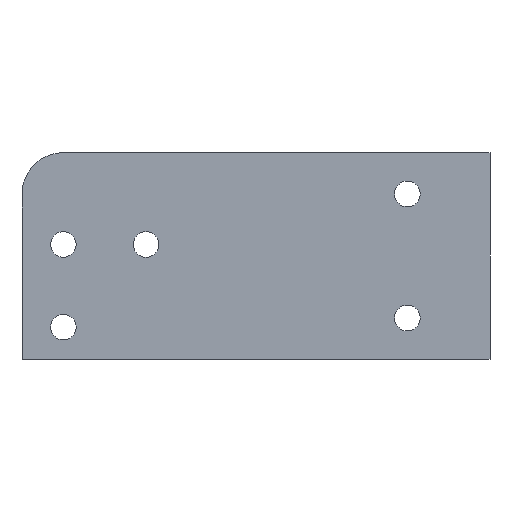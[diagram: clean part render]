
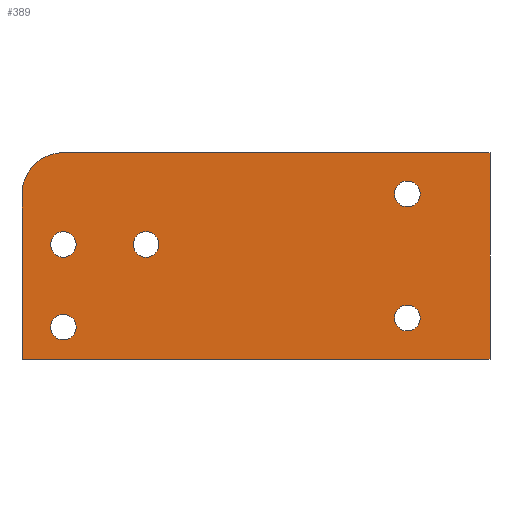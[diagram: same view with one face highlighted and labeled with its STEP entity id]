
A CAD part, front view. The second image highlights one B-rep face of the part: STEP entity #389.
In plain terms, the highlighted planar face has unit normal (0, -1, 0).
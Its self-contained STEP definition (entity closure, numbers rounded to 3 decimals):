
#20=FACE_BOUND('',#71,.T.);
#21=FACE_BOUND('',#72,.T.);
#22=FACE_BOUND('',#73,.T.);
#23=FACE_BOUND('',#74,.T.);
#24=FACE_BOUND('',#75,.T.);
#30=PLANE('',#451);
#45=FACE_OUTER_BOUND('',#70,.T.);
#70=EDGE_LOOP('',(#327,#328,#329,#330,#331));
#71=EDGE_LOOP('',(#332));
#72=EDGE_LOOP('',(#333));
#73=EDGE_LOOP('',(#334));
#74=EDGE_LOOP('',(#335));
#75=EDGE_LOOP('',(#336));
#89=LINE('',#610,#119);
#98=LINE('',#644,#128);
#106=LINE('',#671,#136);
#107=LINE('',#672,#137);
#119=VECTOR('',#488,10.);
#128=VECTOR('',#519,10.);
#136=VECTOR('',#553,10.);
#137=VECTOR('',#554,10.);
#144=CIRCLE('',#422,5.);
#162=CIRCLE('',#452,1.55);
#163=CIRCLE('',#453,1.55);
#164=CIRCLE('',#454,1.55);
#165=CIRCLE('',#455,1.55);
#166=CIRCLE('',#456,1.55);
#169=VERTEX_POINT('',#589);
#170=VERTEX_POINT('',#591);
#177=VERTEX_POINT('',#609);
#190=VERTEX_POINT('',#641);
#191=VERTEX_POINT('',#643);
#198=VERTEX_POINT('',#673);
#199=VERTEX_POINT('',#675);
#200=VERTEX_POINT('',#677);
#201=VERTEX_POINT('',#679);
#202=VERTEX_POINT('',#681);
#205=EDGE_CURVE('',#169,#170,#144,.T.);
#214=EDGE_CURVE('',#177,#170,#89,.T.);
#231=EDGE_CURVE('',#191,#190,#98,.T.);
#245=EDGE_CURVE('',#169,#191,#106,.T.);
#246=EDGE_CURVE('',#190,#177,#107,.T.);
#247=EDGE_CURVE('',#198,#198,#162,.T.);
#248=EDGE_CURVE('',#199,#199,#163,.T.);
#249=EDGE_CURVE('',#200,#200,#164,.T.);
#250=EDGE_CURVE('',#201,#201,#165,.T.);
#251=EDGE_CURVE('',#202,#202,#166,.T.);
#327=ORIENTED_EDGE('',*,*,#205,.F.);
#328=ORIENTED_EDGE('',*,*,#245,.T.);
#329=ORIENTED_EDGE('',*,*,#231,.T.);
#330=ORIENTED_EDGE('',*,*,#246,.T.);
#331=ORIENTED_EDGE('',*,*,#214,.T.);
#332=ORIENTED_EDGE('',*,*,#247,.T.);
#333=ORIENTED_EDGE('',*,*,#248,.T.);
#334=ORIENTED_EDGE('',*,*,#249,.T.);
#335=ORIENTED_EDGE('',*,*,#250,.T.);
#336=ORIENTED_EDGE('',*,*,#251,.T.);
#389=ADVANCED_FACE('',(#45,#20,#21,#22,#23,#24),#30,.F.);
#422=AXIS2_PLACEMENT_3D('',#592,#471,#472);
#451=AXIS2_PLACEMENT_3D('',#670,#551,#552);
#452=AXIS2_PLACEMENT_3D('',#674,#555,#556);
#453=AXIS2_PLACEMENT_3D('',#676,#557,#558);
#454=AXIS2_PLACEMENT_3D('',#678,#559,#560);
#455=AXIS2_PLACEMENT_3D('',#680,#561,#562);
#456=AXIS2_PLACEMENT_3D('',#682,#563,#564);
#471=DIRECTION('center_axis',(0.,1.,0.));
#472=DIRECTION('ref_axis',(-0.707,0.,0.707));
#488=DIRECTION('',(-1.,0.,0.));
#519=DIRECTION('',(1.,0.,0.));
#551=DIRECTION('center_axis',(0.,1.,0.));
#552=DIRECTION('ref_axis',(0.,0.,1.));
#553=DIRECTION('',(0.,0.,-1.));
#554=DIRECTION('',(0.,0.,1.));
#555=DIRECTION('center_axis',(0.,1.,0.));
#556=DIRECTION('ref_axis',(1.,0.,0.));
#557=DIRECTION('center_axis',(0.,1.,0.));
#558=DIRECTION('ref_axis',(1.,0.,0.));
#559=DIRECTION('center_axis',(0.,1.,0.));
#560=DIRECTION('ref_axis',(1.,0.,0.));
#561=DIRECTION('center_axis',(0.,1.,0.));
#562=DIRECTION('ref_axis',(1.,0.,0.));
#563=DIRECTION('center_axis',(0.,1.,0.));
#564=DIRECTION('ref_axis',(1.,0.,0.));
#589=CARTESIAN_POINT('',(-10.583,-2.,8.22));
#591=CARTESIAN_POINT('',(-5.583,-2.,13.22));
#592=CARTESIAN_POINT('Origin',(-5.583,-2.,8.22));
#609=CARTESIAN_POINT('',(45.997,-2.,13.22));
#610=CARTESIAN_POINT('',(-10.583,-2.,13.22));
#641=CARTESIAN_POINT('',(45.997,-2.,-11.78));
#643=CARTESIAN_POINT('',(-10.583,-2.,-11.78));
#644=CARTESIAN_POINT('',(45.997,-2.,-11.78));
#670=CARTESIAN_POINT('Origin',(17.707,-2.,0.72));
#671=CARTESIAN_POINT('',(-10.583,-2.,-11.78));
#672=CARTESIAN_POINT('',(45.997,-2.,13.22));
#673=CARTESIAN_POINT('',(-7.133,-2.,-7.88));
#674=CARTESIAN_POINT('Origin',(-5.583,-2.,-7.88));
#675=CARTESIAN_POINT('',(-7.133,-2.,2.12));
#676=CARTESIAN_POINT('Origin',(-5.583,-2.,2.12));
#677=CARTESIAN_POINT('',(2.867,-2.,2.12));
#678=CARTESIAN_POINT('Origin',(4.417,-2.,2.12));
#679=CARTESIAN_POINT('',(34.447,-2.,8.22));
#680=CARTESIAN_POINT('Origin',(35.997,-2.,8.22));
#681=CARTESIAN_POINT('',(34.447,-2.,-6.78));
#682=CARTESIAN_POINT('Origin',(35.997,-2.,-6.78));
